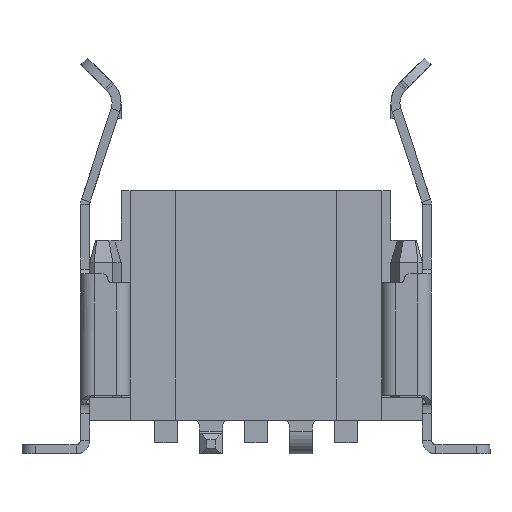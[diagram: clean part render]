
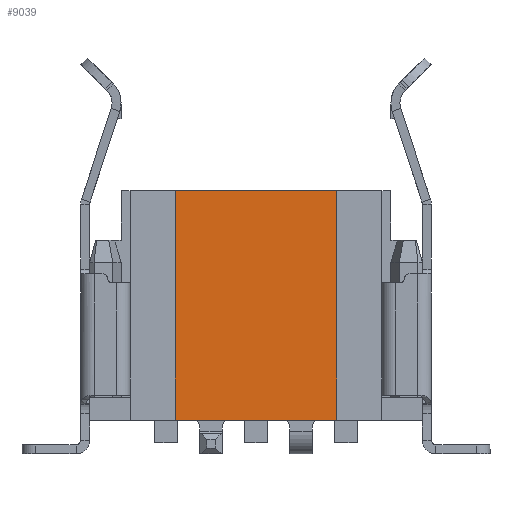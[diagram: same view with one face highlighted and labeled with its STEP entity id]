
A CAD part, front view. The second image highlights one B-rep face of the part: STEP entity #9039.
In plain terms, the highlighted planar face has unit normal (0, -1, 0).
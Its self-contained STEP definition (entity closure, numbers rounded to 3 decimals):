
#3184 = LINE ( 'NONE', #3187, #3190 ) ;
#3186 = DIRECTION ( 'NONE',  ( -1., 0., 0. ) ) ;
#3187 = CARTESIAN_POINT ( 'NONE',  ( -0.8, -1.7, 0.5 ) ) ;
#3190 = VECTOR ( 'NONE', #3186, 1000. ) ;
#3234 = CARTESIAN_POINT ( 'NONE',  ( 2.8, -1.7, 0.5 ) ) ;
#8903 = VERTEX_POINT ( 'NONE', #15233 ) ;
#8957 = VERTEX_POINT ( 'NONE', #15364 ) ;
#8978 = VERTEX_POINT ( 'NONE', #15460 ) ;
#9018 = EDGE_CURVE ( 'NONE', #8978, #8903, #15479, .T. ) ;
#9025 = ORIENTED_EDGE ( 'NONE', *, *, #9018, .F. ) ;
#9027 = ORIENTED_EDGE ( 'NONE', *, *, #9094, .T. ) ;
#9030 = ORIENTED_EDGE ( 'NONE', *, *, #14058, .F. ) ;
#9039 = ADVANCED_FACE ( 'NONE', ( #15538 ), #15508, .T. ) ;
#9087 = ORIENTED_EDGE ( 'NONE', *, *, #9121, .F. ) ;
#9094 = EDGE_CURVE ( 'NONE', #14005, #8903, #15634, .T. ) ;
#9121 = EDGE_CURVE ( 'NONE', #8957, #8978, #15758, .T. ) ;
#9123 = EDGE_LOOP ( 'NONE', ( #9030, #9027, #9025, #9087 ) ) ;
#14005 = VERTEX_POINT ( 'NONE', #3234 ) ;
#14058 = EDGE_CURVE ( 'NONE', #14005, #8957, #3184, .T. ) ;
#15233 = CARTESIAN_POINT ( 'NONE',  ( 2.8, -1.7, 5.6 ) ) ;
#15364 = CARTESIAN_POINT ( 'NONE',  ( -0.8, -1.7, 0.5 ) ) ;
#15460 = CARTESIAN_POINT ( 'NONE',  ( -0.8, -1.7, 5.6 ) ) ;
#15470 = CARTESIAN_POINT ( 'NONE',  ( -0.8, -1.7, 5.6 ) ) ;
#15478 = DIRECTION ( 'NONE',  ( 1., 0., 0. ) ) ;
#15479 = LINE ( 'NONE', #15470, #15503 ) ;
#15503 = VECTOR ( 'NONE', #15478, 1000. ) ;
#15508 = PLANE ( 'NONE',  #15512 ) ;
#15512 = AXIS2_PLACEMENT_3D ( 'NONE', #15527, #15526, #15523 ) ;
#15523 = DIRECTION ( 'NONE',  ( 1., 0., 0. ) ) ;
#15526 = DIRECTION ( 'NONE',  ( 0., -1., 0. ) ) ;
#15527 = CARTESIAN_POINT ( 'NONE',  ( -0.8, -1.7, -6.882 ) ) ;
#15538 = FACE_OUTER_BOUND ( 'NONE', #9123, .T. ) ;
#15613 = CARTESIAN_POINT ( 'NONE',  ( 2.8, -1.7, -6.882 ) ) ;
#15634 = LINE ( 'NONE', #15613, #15660 ) ;
#15659 = DIRECTION ( 'NONE',  ( 0., 0., 1. ) ) ;
#15660 = VECTOR ( 'NONE', #15659, 1000. ) ;
#15747 = CARTESIAN_POINT ( 'NONE',  ( -0.8, -1.7, -6.882 ) ) ;
#15758 = LINE ( 'NONE', #15747, #15767 ) ;
#15763 = DIRECTION ( 'NONE',  ( 0., 0., 1. ) ) ;
#15767 = VECTOR ( 'NONE', #15763, 1000. ) ;
